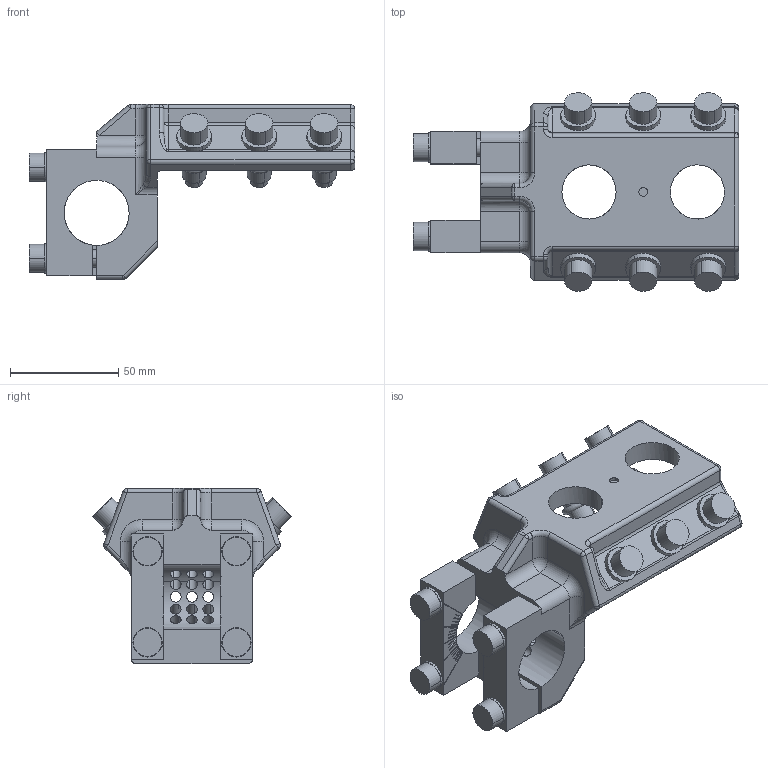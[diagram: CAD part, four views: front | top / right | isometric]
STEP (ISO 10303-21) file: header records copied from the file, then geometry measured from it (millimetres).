
FILE_DESCRIPTION(('CATIA V5 STEP Exchange'),'2;1');
FILE_NAME('AEGT102.stp','2018-07-31T05:28:21+00:00',('none'),('none'),'CATIA Version 5 Release 19 GA (IN-10)','CATIA V5 STEP AP203','none');
FILE_SCHEMA(('CONFIG_CONTROL_DESIGN'));
Length unit declared in the file: millimetre
Products named in the file (1): AEGT102
Bounding box: 150 x 91.57 x 80.75 mm (x, y, z)
Volume: 200940.2 mm3; surface area: 66993.5 mm2
Topology: 1 solids, 11 shells, 597 faces, 1458 edges, 891 vertices
Faces by surface type: plane 253, cylinder 238, cone 54, torus 22, sphere 20, bspline 10
Entity records: 17723 total; most frequent: CARTESIAN_POINT 4936, ORIENTED_EDGE 2838, DIRECTION 2086, EDGE_CURVE 1419, AXIS2_PLACEMENT_3D 973, VERTEX_POINT 891, VECTOR 691, LINE 691
